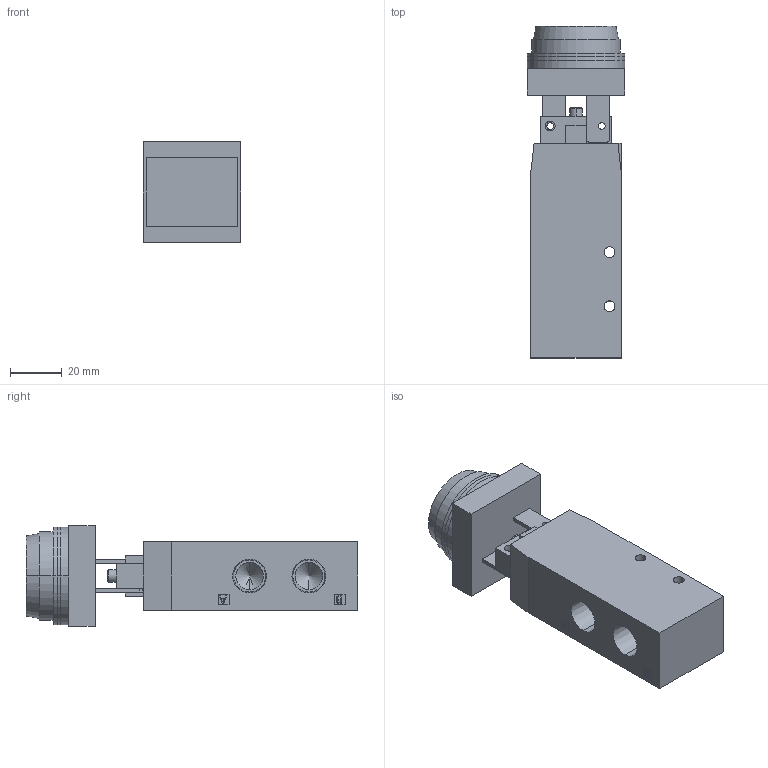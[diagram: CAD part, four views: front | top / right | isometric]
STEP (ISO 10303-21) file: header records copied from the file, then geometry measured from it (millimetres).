
FILE_DESCRIPTION (( 'STEP AP214' ), '1' );
FILE_NAME ('VFM350-02-33.step.step', '2013-06-26T20:17:45', ( 'Windows User' ), ( '' ), 'SwSTEP 2.0', 'SolidWorks 2013', '' );
FILE_SCHEMA (( 'AUTOMOTIVE_DESIGN' ));
Length unit declared in the file: millimetre
Products named in the file (3): VFM350-02-33.step_VM-33_RD; VFM350-02-33.step_VFM350-02-00_Std; VFM350-02-33.step
Assembly tree (2 placements, depth 2):
  VFM350-02-33.step
    VFM350-02-33.step_VFM350-02-00_Std
    VFM350-02-33.step_VM-33_RD
Bounding box: 38 x 128.7 x 39 mm (x, y, z)
Volume: 102347.6 mm3; surface area: 28237.9 mm2
Topology: 4 solids, 4 shells, 257 faces, 635 edges, 413 vertices
Faces by surface type: plane 167, cylinder 40, bspline 26, cone 24
Entity records: 10592 total; most frequent: CARTESIAN_POINT 2782, ORIENTED_EDGE 1250, DIRECTION 1151, EDGE_CURVE 625, LINE 467, VECTOR 467, VERTEX_POINT 413, AXIS2_PLACEMENT_3D 342
